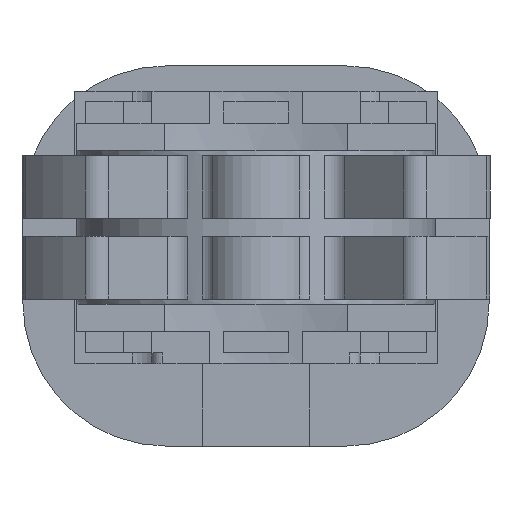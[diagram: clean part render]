
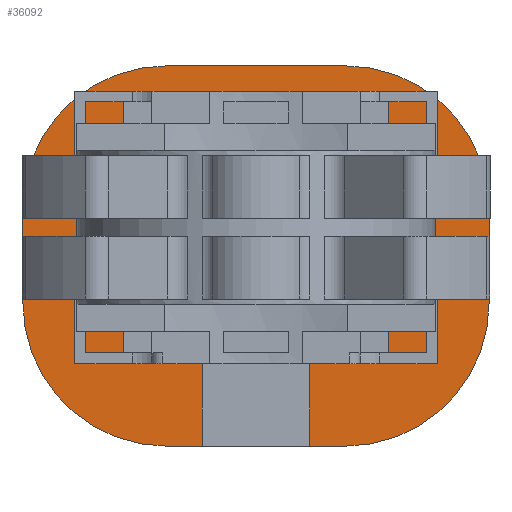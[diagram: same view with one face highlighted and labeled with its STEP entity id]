
A CAD part, front view. The second image highlights one B-rep face of the part: STEP entity #36092.
In plain terms, the highlighted planar face has unit normal (0, -1, 0).
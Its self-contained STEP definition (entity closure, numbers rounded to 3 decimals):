
#17 = DIRECTION ( 'NONE',  ( 1., 0., 0. ) ) ;
#712 = ORIENTED_EDGE ( 'NONE', *, *, #13973, .T. ) ;
#1290 = VERTEX_POINT ( 'NONE', #32221 ) ;
#1943 = VERTEX_POINT ( 'NONE', #30458 ) ;
#2154 = CARTESIAN_POINT ( 'NONE',  ( 25., 252.5, -1. ) ) ;
#2361 = VECTOR ( 'NONE', #13824, 1000. ) ;
#2379 = VERTEX_POINT ( 'NONE', #14988 ) ;
#2465 = ORIENTED_EDGE ( 'NONE', *, *, #34523, .F. ) ;
#2474 = CARTESIAN_POINT ( 'NONE',  ( -15., 252.5, -41. ) ) ;
#2885 = CARTESIAN_POINT ( 'NONE',  ( -37., 252.5, -15. ) ) ;
#3613 = DIRECTION ( 'NONE',  ( 0., 0., 1. ) ) ;
#3735 = ORIENTED_EDGE ( 'NONE', *, *, #10592, .F. ) ;
#4154 = CARTESIAN_POINT ( 'NONE',  ( -37., 252.5, 55. ) ) ;
#4207 = VECTOR ( 'NONE', #31015, 1000. ) ;
#4235 = VERTEX_POINT ( 'NONE', #14007 ) ;
#4458 = LINE ( 'NONE', #4459, #33440 ) ;
#4459 = CARTESIAN_POINT ( 'NONE',  ( -37., 252.5, 55. ) ) ;
#4888 = ORIENTED_EDGE ( 'NONE', *, *, #24122, .F. ) ;
#4944 = EDGE_CURVE ( 'NONE', #17838, #5201, #21181, .T. ) ;
#4964 = LINE ( 'NONE', #20316, #17250 ) ;
#5022 = LINE ( 'NONE', #31819, #13367 ) ;
#5201 = VERTEX_POINT ( 'NONE', #9285 ) ;
#5428 = VERTEX_POINT ( 'NONE', #20684 ) ;
#5541 = VERTEX_POINT ( 'NONE', #17550 ) ;
#5556 = EDGE_CURVE ( 'NONE', #10756, #11521, #15136, .T. ) ;
#5752 = AXIS2_PLACEMENT_3D ( 'NONE', #12085, #28772, #3613 ) ;
#6050 = CARTESIAN_POINT ( 'NONE',  ( 15., 252.5, -15. ) ) ;
#6310 = EDGE_CURVE ( 'NONE', #2379, #17838, #35984, .T. ) ;
#6560 = CIRCLE ( 'NONE', #5752, 40. ) ;
#6685 = EDGE_CURVE ( 'NONE', #23230, #1943, #6560, .T. ) ;
#6722 = CARTESIAN_POINT ( 'NONE',  ( 37., 252.5, -15. ) ) ;
#6903 = EDGE_CURVE ( 'NONE', #35192, #5428, #13146, .T. ) ;
#7149 = VECTOR ( 'NONE', #32483, 1000. ) ;
#7702 = CARTESIAN_POINT ( 'NONE',  ( 37., 252.5, 55. ) ) ;
#8472 = CARTESIAN_POINT ( 'NONE',  ( 25., 252.5, 25. ) ) ;
#8740 = ORIENTED_EDGE ( 'NONE', *, *, #28773, .T. ) ;
#9078 = CARTESIAN_POINT ( 'NONE',  ( -15., 252.5, -76.511 ) ) ;
#9285 = CARTESIAN_POINT ( 'NONE',  ( 15., 252.5, -41. ) ) ;
#9442 = VERTEX_POINT ( 'NONE', #27624 ) ;
#9747 = ORIENTED_EDGE ( 'NONE', *, *, #6310, .F. ) ;
#9831 = LINE ( 'NONE', #11470, #2361 ) ;
#10120 = CARTESIAN_POINT ( 'NONE',  ( 25., 252.5, -41. ) ) ;
#10389 = EDGE_CURVE ( 'NONE', #1290, #11521, #33193, .T. ) ;
#10498 = DIRECTION ( 'NONE',  ( 0., 0., 1. ) ) ;
#10592 = EDGE_CURVE ( 'NONE', #10756, #4235, #30561, .T. ) ;
#10734 = ORIENTED_EDGE ( 'NONE', *, *, #4944, .F. ) ;
#10756 = VERTEX_POINT ( 'NONE', #2474 ) ;
#10878 = CARTESIAN_POINT ( 'NONE',  ( 25., 252.5, 65. ) ) ;
#11177 = AXIS2_PLACEMENT_3D ( 'NONE', #8472, #16579, #22595 ) ;
#11470 = CARTESIAN_POINT ( 'NONE',  ( -65., 252.5, -1. ) ) ;
#11521 = VERTEX_POINT ( 'NONE', #35623 ) ;
#11783 = VECTOR ( 'NONE', #29937, 1000. ) ;
#11998 = EDGE_CURVE ( 'NONE', #5428, #2379, #5022, .T. ) ;
#12085 = CARTESIAN_POINT ( 'NONE',  ( -25., 252.5, 25. ) ) ;
#12452 = LINE ( 'NONE', #21212, #19917 ) ;
#12631 = VERTEX_POINT ( 'NONE', #6050 ) ;
#12837 = VECTOR ( 'NONE', #24739, 1000. ) ;
#13146 = CIRCLE ( 'NONE', #11177, 40. ) ;
#13367 = VECTOR ( 'NONE', #34506, 1000. ) ;
#13388 = EDGE_CURVE ( 'NONE', #12631, #35128, #23355, .T. ) ;
#13824 = DIRECTION ( 'NONE',  ( 0., 0., 1. ) ) ;
#13973 = EDGE_CURVE ( 'NONE', #5541, #9442, #4458, .T. ) ;
#14007 = CARTESIAN_POINT ( 'NONE',  ( -25., 252.5, -41. ) ) ;
#14102 = ORIENTED_EDGE ( 'NONE', *, *, #11998, .F. ) ;
#14196 = DIRECTION ( 'NONE',  ( 0., 0., 1. ) ) ;
#14554 = DIRECTION ( 'NONE',  ( 1., 0., 0. ) ) ;
#14988 = CARTESIAN_POINT ( 'NONE',  ( 65., 252.5, -1. ) ) ;
#15136 = LINE ( 'NONE', #9078, #30501 ) ;
#15179 = ORIENTED_EDGE ( 'NONE', *, *, #6685, .F. ) ;
#16059 = PLANE ( 'NONE',  #27800 ) ;
#16165 = DIRECTION ( 'NONE',  ( 0., 1., 0. ) ) ;
#16579 = DIRECTION ( 'NONE',  ( 0., 1., 0. ) ) ;
#16877 = CIRCLE ( 'NONE', #27075, 40. ) ;
#17250 = VECTOR ( 'NONE', #14554, 1000. ) ;
#17321 = LINE ( 'NONE', #4154, #24319 ) ;
#17550 = CARTESIAN_POINT ( 'NONE',  ( -37., 252.5, 55. ) ) ;
#17834 = VERTEX_POINT ( 'NONE', #24531 ) ;
#17838 = VERTEX_POINT ( 'NONE', #19977 ) ;
#18446 = CARTESIAN_POINT ( 'NONE',  ( 25., 252.5, -41. ) ) ;
#18612 = DIRECTION ( 'NONE',  ( 0., 1., 0. ) ) ;
#19917 = VECTOR ( 'NONE', #14196, 1000. ) ;
#19977 = CARTESIAN_POINT ( 'NONE',  ( 25., 252.5, -41. ) ) ;
#20104 = DIRECTION ( 'NONE',  ( 0., 1., 0. ) ) ;
#20316 = CARTESIAN_POINT ( 'NONE',  ( -25., 252.5, 65. ) ) ;
#20684 = CARTESIAN_POINT ( 'NONE',  ( 65., 252.5, 25. ) ) ;
#21181 = LINE ( 'NONE', #10120, #7149 ) ;
#21212 = CARTESIAN_POINT ( 'NONE',  ( 15., 252.5, -76.511 ) ) ;
#21312 = CARTESIAN_POINT ( 'NONE',  ( -65., 252.5, 25. ) ) ;
#22183 = AXIS2_PLACEMENT_3D ( 'NONE', #2154, #18612, #10498 ) ;
#22409 = ORIENTED_EDGE ( 'NONE', *, *, #10389, .F. ) ;
#22595 = DIRECTION ( 'NONE',  ( 0., 0., 1. ) ) ;
#23230 = VERTEX_POINT ( 'NONE', #21312 ) ;
#23355 = LINE ( 'NONE', #32020, #12837 ) ;
#24122 = EDGE_CURVE ( 'NONE', #35128, #9442, #24955, .T. ) ;
#24319 = VECTOR ( 'NONE', #29941, 1000. ) ;
#24531 = CARTESIAN_POINT ( 'NONE',  ( -65., 252.5, -1. ) ) ;
#24594 = ORIENTED_EDGE ( 'NONE', *, *, #29795, .F. ) ;
#24739 = DIRECTION ( 'NONE',  ( 1., 0., 0. ) ) ;
#24955 = LINE ( 'NONE', #7702, #11783 ) ;
#24999 = DIRECTION ( 'NONE',  ( 0., 0., 1. ) ) ;
#26813 = ORIENTED_EDGE ( 'NONE', *, *, #13388, .F. ) ;
#27075 = AXIS2_PLACEMENT_3D ( 'NONE', #31653, #20104, #34231 ) ;
#27448 = CARTESIAN_POINT ( 'NONE',  ( 25., 252.5, 25. ) ) ;
#27624 = CARTESIAN_POINT ( 'NONE',  ( 37., 252.5, 55. ) ) ;
#27800 = AXIS2_PLACEMENT_3D ( 'NONE', #27448, #16165, #24999 ) ;
#28340 = ORIENTED_EDGE ( 'NONE', *, *, #29354, .F. ) ;
#28708 = ORIENTED_EDGE ( 'NONE', *, *, #33976, .F. ) ;
#28773 = EDGE_CURVE ( 'NONE', #1290, #5541, #17321, .T. ) ;
#28772 = DIRECTION ( 'NONE',  ( 0., 1., 0. ) ) ;
#29071 = FACE_OUTER_BOUND ( 'NONE', #32439, .T. ) ;
#29279 = ORIENTED_EDGE ( 'NONE', *, *, #6903, .F. ) ;
#29354 = EDGE_CURVE ( 'NONE', #5201, #12631, #12452, .T. ) ;
#29795 = EDGE_CURVE ( 'NONE', #1943, #35192, #4964, .T. ) ;
#29937 = DIRECTION ( 'NONE',  ( 0., 0., 1. ) ) ;
#29941 = DIRECTION ( 'NONE',  ( 0., 0., 1. ) ) ;
#30458 = CARTESIAN_POINT ( 'NONE',  ( -25., 252.5, 65. ) ) ;
#30501 = VECTOR ( 'NONE', #34130, 1000. ) ;
#30561 = LINE ( 'NONE', #18446, #31030 ) ;
#31015 = DIRECTION ( 'NONE',  ( 1., 0., 0. ) ) ;
#31030 = VECTOR ( 'NONE', #32700, 1000. ) ;
#31653 = CARTESIAN_POINT ( 'NONE',  ( -25., 252.5, -1. ) ) ;
#31819 = CARTESIAN_POINT ( 'NONE',  ( 65., 252.5, 25. ) ) ;
#32020 = CARTESIAN_POINT ( 'NONE',  ( -37., 252.5, -15. ) ) ;
#32221 = CARTESIAN_POINT ( 'NONE',  ( -37., 252.5, -15. ) ) ;
#32439 = EDGE_LOOP ( 'NONE', ( #36045, #22409, #8740, #712, #4888, #26813, #28340, #10734, #9747, #14102, #29279, #24594, #15179, #2465, #28708, #3735 ) ) ;
#32483 = DIRECTION ( 'NONE',  ( -1., 0., 0. ) ) ;
#32700 = DIRECTION ( 'NONE',  ( -1., 0., 0. ) ) ;
#33193 = LINE ( 'NONE', #2885, #4207 ) ;
#33440 = VECTOR ( 'NONE', #17, 1000. ) ;
#33976 = EDGE_CURVE ( 'NONE', #4235, #17834, #16877, .T. ) ;
#34130 = DIRECTION ( 'NONE',  ( 0., 0., 1. ) ) ;
#34231 = DIRECTION ( 'NONE',  ( 0., 0., 1. ) ) ;
#34506 = DIRECTION ( 'NONE',  ( 0., 0., -1. ) ) ;
#34523 = EDGE_CURVE ( 'NONE', #17834, #23230, #9831, .T. ) ;
#35128 = VERTEX_POINT ( 'NONE', #6722 ) ;
#35192 = VERTEX_POINT ( 'NONE', #10878 ) ;
#35623 = CARTESIAN_POINT ( 'NONE',  ( -15., 252.5, -15. ) ) ;
#35984 = CIRCLE ( 'NONE', #22183, 40. ) ;
#36045 = ORIENTED_EDGE ( 'NONE', *, *, #5556, .T. ) ;
#36092 = ADVANCED_FACE ( 'NONE', ( #29071 ), #16059, .F. ) ;
